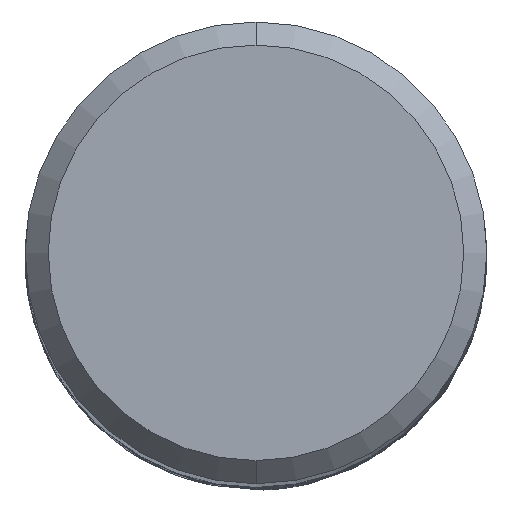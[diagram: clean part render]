
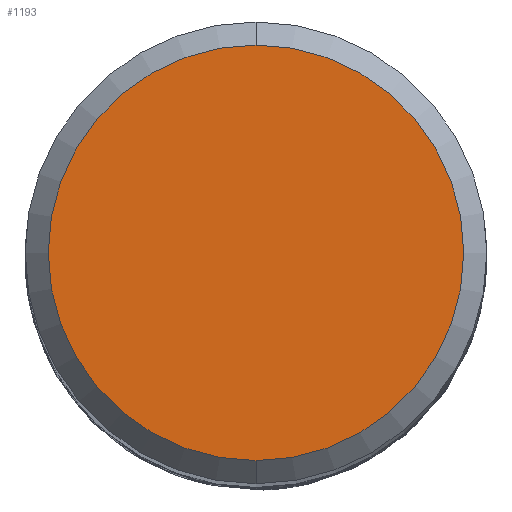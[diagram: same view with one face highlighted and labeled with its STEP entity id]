
A CAD part, top view. The second image highlights one B-rep face of the part: STEP entity #1193.
In plain terms, the highlighted planar face has unit normal (0, 0, 1).
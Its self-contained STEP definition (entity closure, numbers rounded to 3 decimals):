
#761=VERTEX_POINT('',#1954);
#789=EDGE_CURVE('',#761,#1285,#1984,.T.);
#1161=EDGE_CURVE('',#1285,#761,#2391,.T.);
#1193=ADVANCED_FACE('',(#2427),#2428,.T.);
#1285=VERTEX_POINT('',#2523);
#1954=CARTESIAN_POINT('',(0.0,4.5,0.0));
#1984=CIRCLE('',#6890,4.5);
#2391=CIRCLE('',#10130,4.5);
#2427=FACE_OUTER_BOUND('',#10304,.T.);
#2428=PLANE('',#10305);
#2523=CARTESIAN_POINT('',(0.,-4.5,0.0));
#6890=AXIS2_PLACEMENT_3D('',#16969,#16970,#16971);
#10130=AXIS2_PLACEMENT_3D('',#17404,#17405,#17406);
#10304=EDGE_LOOP('',(#17448,#17449));
#10305=AXIS2_PLACEMENT_3D('',#17450,#17451,#17452);
#16969=CARTESIAN_POINT('',(0.0,0.0,0.0));
#16970=DIRECTION('',(0.0,0.0,-1.0));
#16971=DIRECTION('',(0.0,1.0,0.0));
#17404=CARTESIAN_POINT('',(0.0,0.0,0.0));
#17405=DIRECTION('',(0.0,0.0,-1.0));
#17406=DIRECTION('',(0.0,1.0,0.0));
#17448=ORIENTED_EDGE('',*,*,#789,.F.);
#17449=ORIENTED_EDGE('',*,*,#1161,.F.);
#17450=CARTESIAN_POINT('',(0.0,2.25,0.0));
#17451=DIRECTION('',(-0.0,0.0,1.0));
#17452=DIRECTION('',(0.0,-1.0,0.0));
